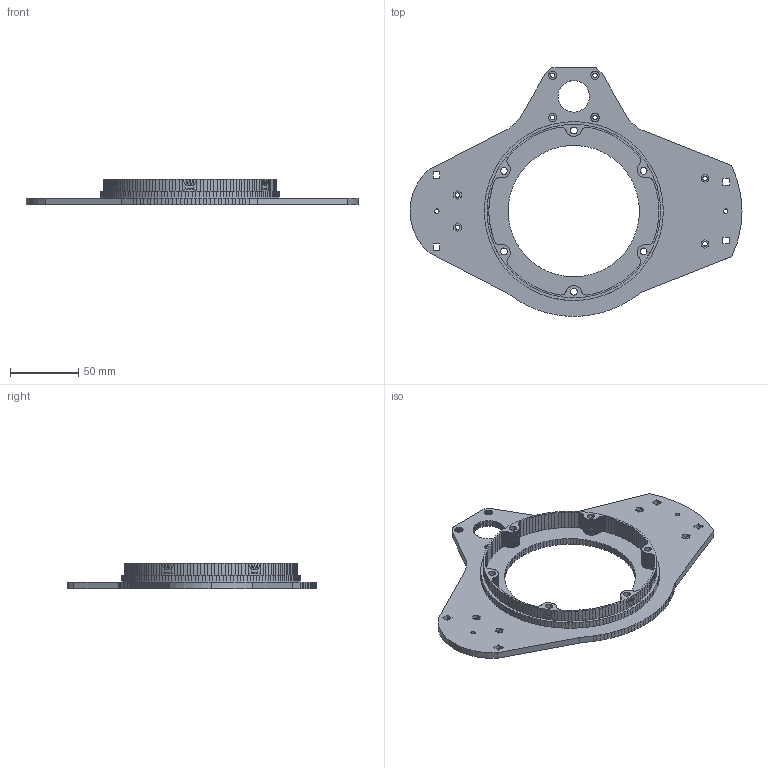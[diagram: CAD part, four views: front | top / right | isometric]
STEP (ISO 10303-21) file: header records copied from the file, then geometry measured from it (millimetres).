
FILE_DESCRIPTION (( 'STEP AP214' ), '1' );
FILE_NAME ('Pan_Mount2.STEP', '2021-03-12T15:20:41', ( '' ), ( '' ), 'SwSTEP 2.0', 'SolidWorks 2019', '' );
FILE_SCHEMA (( 'AUTOMOTIVE_DESIGN' ));
Length unit declared in the file: millimetre
Products named in the file (1): Pan_Mount2
Bounding box: 242.99 x 181.99 x 18.8 mm (x, y, z)
Volume: 115257.2 mm3; surface area: 59497.3 mm2
Topology: 1 solids, 1 shells, 1660 faces, 4402 edges, 2761 vertices
Faces by surface type: plane 1631, cylinder 29
Entity records: 49880 total; most frequent: CARTESIAN_POINT 8917, ORIENTED_EDGE 8804, DIRECTION 7762, EDGE_CURVE 4402, VECTOR 4302, LINE 4302, VERTEX_POINT 2761, AXIS2_PLACEMENT_3D 1730
